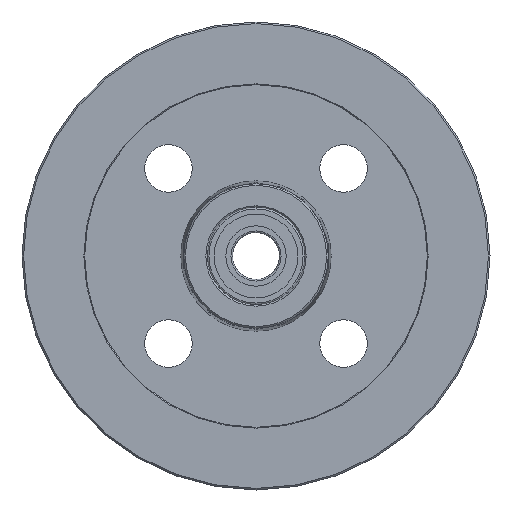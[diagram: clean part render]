
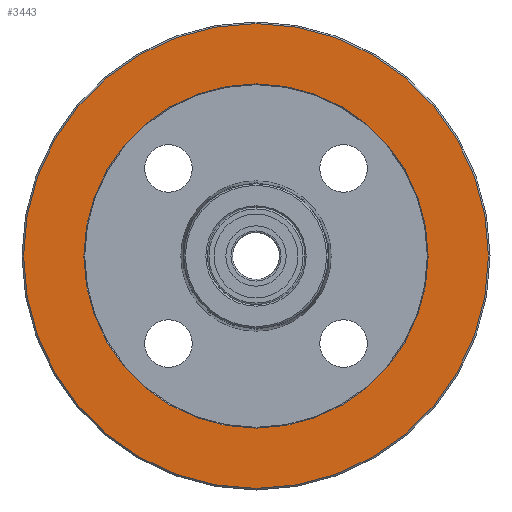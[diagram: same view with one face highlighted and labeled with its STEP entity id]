
A CAD part, left-side view. The second image highlights one B-rep face of the part: STEP entity #3443.
In plain terms, the highlighted planar face has unit normal (-1, 0, 0).
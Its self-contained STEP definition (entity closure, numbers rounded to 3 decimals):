
#88 = DIRECTION ( 'NONE',  ( -1., 0., 0. ) ) ;
#164 = EDGE_CURVE ( 'NONE', #669, #669, #738, .T. ) ;
#371 = AXIS2_PLACEMENT_3D ( 'NONE', #2517, #835, #1377 ) ;
#639 = DIRECTION ( 'NONE',  ( 0., 0., 1. ) ) ;
#669 = VERTEX_POINT ( 'NONE', #3133 ) ;
#695 = DIRECTION ( 'NONE',  ( 0., 0., 1. ) ) ;
#715 = VERTEX_POINT ( 'NONE', #1233 ) ;
#738 = CIRCLE ( 'NONE', #2230, 109.77 ) ;
#771 = CIRCLE ( 'NONE', #3556, 148.25 ) ;
#835 = DIRECTION ( 'NONE',  ( -1., 0., 0. ) ) ;
#974 = DIRECTION ( 'NONE',  ( 1., 0., 0. ) ) ;
#1233 = CARTESIAN_POINT ( 'NONE',  ( 3.5, 0., 148.25 ) ) ;
#1377 = DIRECTION ( 'NONE',  ( 0., 0., 1. ) ) ;
#1414 = FACE_BOUND ( 'NONE', #2678, .T. ) ;
#1485 = CARTESIAN_POINT ( 'NONE',  ( 3.5, 0., 0. ) ) ;
#2045 = FACE_OUTER_BOUND ( 'NONE', #2585, .T. ) ;
#2230 = AXIS2_PLACEMENT_3D ( 'NONE', #3239, #974, #695 ) ;
#2517 = CARTESIAN_POINT ( 'NONE',  ( 3.5, 46.957, 0. ) ) ;
#2585 = EDGE_LOOP ( 'NONE', ( #3411 ) ) ;
#2678 = EDGE_LOOP ( 'NONE', ( #2886 ) ) ;
#2886 = ORIENTED_EDGE ( 'NONE', *, *, #164, .T. ) ;
#3128 = EDGE_CURVE ( 'NONE', #715, #715, #771, .T. ) ;
#3133 = CARTESIAN_POINT ( 'NONE',  ( 3.5, 0., 109.77 ) ) ;
#3239 = CARTESIAN_POINT ( 'NONE',  ( 3.5, 0., 0. ) ) ;
#3411 = ORIENTED_EDGE ( 'NONE', *, *, #3128, .T. ) ;
#3443 = ADVANCED_FACE ( 'NONE', ( #1414, #2045 ), #3632, .T. ) ;
#3556 = AXIS2_PLACEMENT_3D ( 'NONE', #1485, #88, #639 ) ;
#3632 = PLANE ( 'NONE',  #371 ) ;
